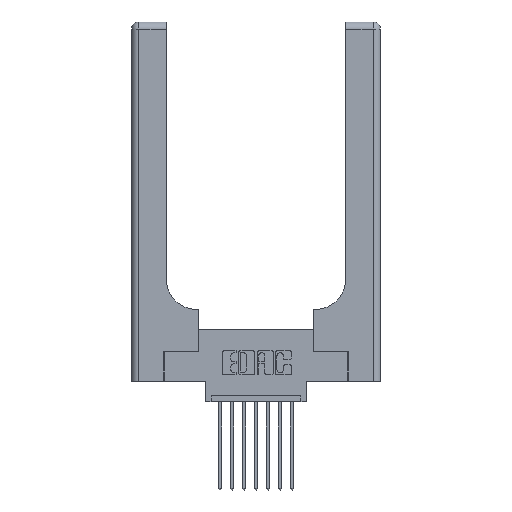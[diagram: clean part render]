
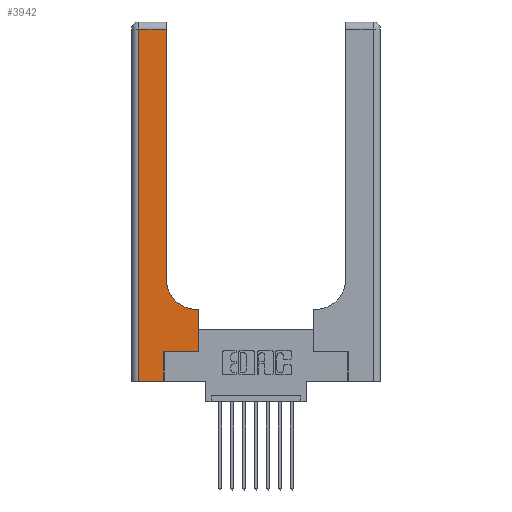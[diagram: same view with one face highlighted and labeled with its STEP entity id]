
A CAD part, top view. The second image highlights one B-rep face of the part: STEP entity #3942.
In plain terms, the highlighted planar face has unit normal (0, 0, 1).
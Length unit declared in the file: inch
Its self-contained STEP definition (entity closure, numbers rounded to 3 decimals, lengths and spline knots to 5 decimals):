
#89 = CARTESIAN_POINT ( 'NONE',  ( 0., 0., 0.37 ) ) ;
#362 = FACE_OUTER_BOUND ( 'NONE', #13826, .T. ) ;
#561 = CIRCLE ( 'NONE', #8140, 0.25 ) ;
#818 = EDGE_CURVE ( 'NONE', #2480, #9618, #10995, .T. ) ;
#1068 = DIRECTION ( 'NONE',  ( 0., 0., -1. ) ) ;
#1383 = VERTEX_POINT ( 'NONE', #3359 ) ;
#1669 = ORIENTED_EDGE ( 'NONE', *, *, #12132, .T. ) ;
#1937 = CARTESIAN_POINT ( 'NONE',  ( 0.269, 0.25, 0.37 ) ) ;
#1979 = CARTESIAN_POINT ( 'NONE',  ( 0.5585, 0.25, 0.37 ) ) ;
#2162 = DIRECTION ( 'NONE',  ( 0., 0., -1. ) ) ;
#2250 = DIRECTION ( 'NONE',  ( 1., 0., 0. ) ) ;
#2288 = ORIENTED_EDGE ( 'NONE', *, *, #10412, .T. ) ;
#2313 = CARTESIAN_POINT ( 'NONE',  ( 0.2915, 3., 0.37 ) ) ;
#2480 = VERTEX_POINT ( 'NONE', #1979 ) ;
#2496 = EDGE_CURVE ( 'NONE', #1383, #8158, #15228, .T. ) ;
#2748 = DIRECTION ( 'NONE',  ( 0., 1., 0. ) ) ;
#2879 = LINE ( 'NONE', #6980, #8786 ) ;
#3359 = CARTESIAN_POINT ( 'NONE',  ( 0.269, 0., 0.37 ) ) ;
#3413 = VECTOR ( 'NONE', #13258, 39.37008 ) ;
#3488 = ORIENTED_EDGE ( 'NONE', *, *, #3783, .T. ) ;
#3509 = DIRECTION ( 'NONE',  ( -1., 0., 0. ) ) ;
#3624 = LINE ( 'NONE', #1937, #13062 ) ;
#3688 = DIRECTION ( 'NONE',  ( 1., 0., 0. ) ) ;
#3783 = EDGE_CURVE ( 'NONE', #5367, #11924, #14814, .T. ) ;
#3792 = CARTESIAN_POINT ( 'NONE',  ( 0.5415, 0.6, 0.37 ) ) ;
#3835 = VERTEX_POINT ( 'NONE', #3792 ) ;
#3942 = ADVANCED_FACE ( 'NONE', ( #362 ), #10550, .F. ) ;
#4635 = DIRECTION ( 'NONE',  ( 0., 1., 0. ) ) ;
#4801 = DIRECTION ( 'NONE',  ( -1., 0., 0. ) ) ;
#4872 = CARTESIAN_POINT ( 'NONE',  ( 0.06, 2.94, 0.37 ) ) ;
#4966 = LINE ( 'NONE', #14747, #8855 ) ;
#5144 = VECTOR ( 'NONE', #8238, 39.37008 ) ;
#5367 = VERTEX_POINT ( 'NONE', #8979 ) ;
#5624 = CARTESIAN_POINT ( 'NONE',  ( 0., 3., 0.37 ) ) ;
#5837 = EDGE_CURVE ( 'NONE', #8158, #2480, #3624, .T. ) ;
#5895 = EDGE_CURVE ( 'NONE', #11924, #15020, #2879, .T. ) ;
#6102 = ORIENTED_EDGE ( 'NONE', *, *, #7795, .T. ) ;
#6922 = CARTESIAN_POINT ( 'NONE',  ( 0.269, 0., 0.37 ) ) ;
#6980 = CARTESIAN_POINT ( 'NONE',  ( 0., 2.94, 0.37 ) ) ;
#7309 = ORIENTED_EDGE ( 'NONE', *, *, #818, .T. ) ;
#7673 = CARTESIAN_POINT ( 'NONE',  ( 0.2915, 2.94, 0.37 ) ) ;
#7795 = EDGE_CURVE ( 'NONE', #3835, #5367, #561, .T. ) ;
#8140 = AXIS2_PLACEMENT_3D ( 'NONE', #8143, #1068, #2250 ) ;
#8143 = CARTESIAN_POINT ( 'NONE',  ( 0.5415, 0.85, 0.37 ) ) ;
#8158 = VERTEX_POINT ( 'NONE', #14717 ) ;
#8238 = DIRECTION ( 'NONE',  ( 0., 1., 0. ) ) ;
#8557 = VECTOR ( 'NONE', #2748, 39.37008 ) ;
#8786 = VECTOR ( 'NONE', #4801, 39.37008 ) ;
#8855 = VECTOR ( 'NONE', #8879, 39.37008 ) ;
#8879 = DIRECTION ( 'NONE',  ( -1., 0., 0. ) ) ;
#8899 = ORIENTED_EDGE ( 'NONE', *, *, #5895, .T. ) ;
#8979 = CARTESIAN_POINT ( 'NONE',  ( 0.2915, 0.85, 0.37 ) ) ;
#9618 = VERTEX_POINT ( 'NONE', #14544 ) ;
#9741 = AXIS2_PLACEMENT_3D ( 'NONE', #5624, #2162, #3509 ) ;
#10412 = EDGE_CURVE ( 'NONE', #15020, #11494, #14519, .T. ) ;
#10550 = PLANE ( 'NONE',  #9741 ) ;
#10958 = LINE ( 'NONE', #89, #14663 ) ;
#10995 = LINE ( 'NONE', #14593, #8557 ) ;
#11494 = VERTEX_POINT ( 'NONE', #14060 ) ;
#11924 = VERTEX_POINT ( 'NONE', #7673 ) ;
#12132 = EDGE_CURVE ( 'NONE', #11494, #1383, #10958, .T. ) ;
#12509 = ORIENTED_EDGE ( 'NONE', *, *, #14752, .T. ) ;
#12590 = ORIENTED_EDGE ( 'NONE', *, *, #5837, .T. ) ;
#13062 = VECTOR ( 'NONE', #15080, 39.37008 ) ;
#13214 = CARTESIAN_POINT ( 'NONE',  ( 0.06, 3., 0.37 ) ) ;
#13258 = DIRECTION ( 'NONE',  ( 0., -1., 0. ) ) ;
#13826 = EDGE_LOOP ( 'NONE', ( #3488, #8899, #2288, #1669, #13883, #12590, #7309, #12509, #6102 ) ) ;
#13883 = ORIENTED_EDGE ( 'NONE', *, *, #2496, .T. ) ;
#14060 = CARTESIAN_POINT ( 'NONE',  ( 0.06, 0., 0.37 ) ) ;
#14519 = LINE ( 'NONE', #13214, #3413 ) ;
#14544 = CARTESIAN_POINT ( 'NONE',  ( 0.5585, 0.6, 0.37 ) ) ;
#14593 = CARTESIAN_POINT ( 'NONE',  ( 0.5585, 0.25, 0.37 ) ) ;
#14663 = VECTOR ( 'NONE', #3688, 39.37008 ) ;
#14717 = CARTESIAN_POINT ( 'NONE',  ( 0.269, 0.25, 0.37 ) ) ;
#14747 = CARTESIAN_POINT ( 'NONE',  ( 0.2915, 0.6, 0.37 ) ) ;
#14752 = EDGE_CURVE ( 'NONE', #9618, #3835, #4966, .T. ) ;
#14814 = LINE ( 'NONE', #2313, #5144 ) ;
#15020 = VERTEX_POINT ( 'NONE', #4872 ) ;
#15036 = VECTOR ( 'NONE', #4635, 39.37008 ) ;
#15080 = DIRECTION ( 'NONE',  ( 1., 0., 0. ) ) ;
#15228 = LINE ( 'NONE', #6922, #15036 ) ;
